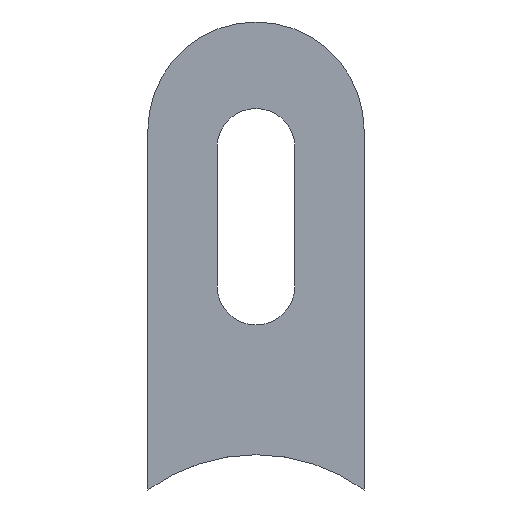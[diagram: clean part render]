
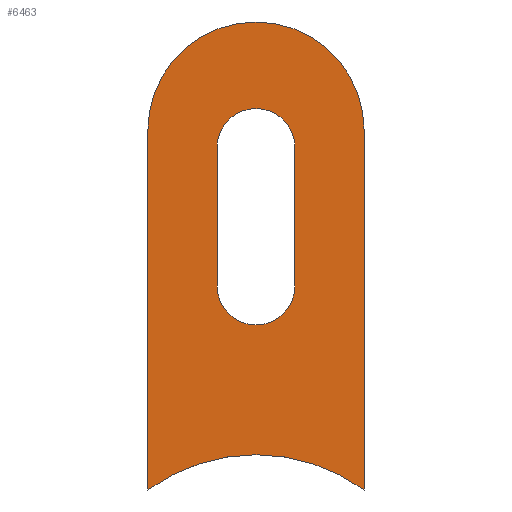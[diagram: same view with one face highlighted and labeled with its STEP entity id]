
A CAD part, left-side view. The second image highlights one B-rep face of the part: STEP entity #6463.
In plain terms, the highlighted planar face has unit normal (-1, 0, 0).
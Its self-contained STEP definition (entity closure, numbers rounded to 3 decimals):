
#263 = EDGE_CURVE ( 'NONE', #8521, #333, #1275, .T. ) ;
#333 = VERTEX_POINT ( 'NONE', #1036 ) ;
#890 = AXIS2_PLACEMENT_3D ( 'NONE', #7044, #8983, #9745 ) ;
#1036 = CARTESIAN_POINT ( 'NONE',  ( -3., -4.5, 35.5 ) ) ;
#1275 = CIRCLE ( 'NONE', #4135, 4.5 ) ;
#1310 = EDGE_CURVE ( 'NONE', #333, #4829, #11109, .T. ) ;
#1386 = CARTESIAN_POINT ( 'NONE',  ( -3., 12.5, 37.5 ) ) ;
#1490 = DIRECTION ( 'NONE',  ( 0., 0., -1. ) ) ;
#1678 = VERTEX_POINT ( 'NONE', #6026 ) ;
#1703 = VECTOR ( 'NONE', #3266, 1000. ) ;
#1844 = ORIENTED_EDGE ( 'NONE', *, *, #4798, .T. ) ;
#1864 = EDGE_CURVE ( 'NONE', #1678, #8521, #2256, .T. ) ;
#1870 = ORIENTED_EDGE ( 'NONE', *, *, #1954, .T. ) ;
#1904 = VERTEX_POINT ( 'NONE', #7735 ) ;
#1954 = EDGE_CURVE ( 'NONE', #9163, #7811, #11377, .T. ) ;
#1956 = DIRECTION ( 'NONE',  ( 0., 0., -1. ) ) ;
#2256 = LINE ( 'NONE', #7862, #1703 ) ;
#2424 = CARTESIAN_POINT ( 'NONE',  ( -3., -4.5, 35.5 ) ) ;
#2477 = ORIENTED_EDGE ( 'NONE', *, *, #3659, .T. ) ;
#2980 = DIRECTION ( 'NONE',  ( 1., 0., 0. ) ) ;
#3266 = DIRECTION ( 'NONE',  ( 0., 0., 1. ) ) ;
#3270 = ORIENTED_EDGE ( 'NONE', *, *, #7732, .T. ) ;
#3353 = ORIENTED_EDGE ( 'NONE', *, *, #1310, .T. ) ;
#3496 = DIRECTION ( 'NONE',  ( 1., 0., 0. ) ) ;
#3659 = EDGE_CURVE ( 'NONE', #4829, #1678, #8688, .T. ) ;
#3698 = DIRECTION ( 'NONE',  ( 1., 0., 0. ) ) ;
#3725 = VECTOR ( 'NONE', #1490, 1000. ) ;
#3754 = AXIS2_PLACEMENT_3D ( 'NONE', #5225, #3496, #8058 ) ;
#4095 = CARTESIAN_POINT ( 'NONE',  ( -3., 4.5, 35.5 ) ) ;
#4114 = DIRECTION ( 'NONE',  ( -1., 0., 0. ) ) ;
#4135 = AXIS2_PLACEMENT_3D ( 'NONE', #7505, #2980, #1956 ) ;
#4294 = CARTESIAN_POINT ( 'NONE',  ( -3., -12.5, 37.5 ) ) ;
#4332 = AXIS2_PLACEMENT_3D ( 'NONE', #11060, #3698, #8277 ) ;
#4663 = EDGE_CURVE ( 'NONE', #7811, #11280, #8974, .T. ) ;
#4666 = AXIS2_PLACEMENT_3D ( 'NONE', #6745, #4114, #7826 ) ;
#4748 = ORIENTED_EDGE ( 'NONE', *, *, #4663, .T. ) ;
#4753 = CIRCLE ( 'NONE', #3754, 21.2 ) ;
#4767 = FACE_BOUND ( 'NONE', #8811, .T. ) ;
#4798 = EDGE_CURVE ( 'NONE', #11280, #1904, #4927, .T. ) ;
#4829 = VERTEX_POINT ( 'NONE', #10953 ) ;
#4927 = LINE ( 'NONE', #11677, #11432 ) ;
#5225 = CARTESIAN_POINT ( 'NONE',  ( -3., 0., -21.2 ) ) ;
#6026 = CARTESIAN_POINT ( 'NONE',  ( -3., 4.5, 19.5 ) ) ;
#6027 = DIRECTION ( 'NONE',  ( 0., 0., -1. ) ) ;
#6113 = CARTESIAN_POINT ( 'NONE',  ( -3., -12.5, 0. ) ) ;
#6463 = ADVANCED_FACE ( 'NONE', ( #8945, #4767 ), #11796, .T. ) ;
#6745 = CARTESIAN_POINT ( 'NONE',  ( -3., 0., 37.5 ) ) ;
#7044 = CARTESIAN_POINT ( 'NONE',  ( -3., 0., 37.5 ) ) ;
#7119 = ORIENTED_EDGE ( 'NONE', *, *, #263, .T. ) ;
#7505 = CARTESIAN_POINT ( 'NONE',  ( -3., 0., 35.5 ) ) ;
#7732 = EDGE_CURVE ( 'NONE', #1904, #9163, #4753, .T. ) ;
#7735 = CARTESIAN_POINT ( 'NONE',  ( -3., 12.5, -4.077 ) ) ;
#7811 = VERTEX_POINT ( 'NONE', #4294 ) ;
#7826 = DIRECTION ( 'NONE',  ( 0., 0., 1. ) ) ;
#7862 = CARTESIAN_POINT ( 'NONE',  ( -3., 4.5, 35.5 ) ) ;
#8058 = DIRECTION ( 'NONE',  ( 0., 0., -1. ) ) ;
#8277 = DIRECTION ( 'NONE',  ( 0., 0., -1. ) ) ;
#8434 = ORIENTED_EDGE ( 'NONE', *, *, #1864, .T. ) ;
#8521 = VERTEX_POINT ( 'NONE', #4095 ) ;
#8688 = CIRCLE ( 'NONE', #4332, 4.5 ) ;
#8811 = EDGE_LOOP ( 'NONE', ( #7119, #3353, #2477, #8434 ) ) ;
#8945 = FACE_OUTER_BOUND ( 'NONE', #10920, .T. ) ;
#8974 = CIRCLE ( 'NONE', #4666, 12.5 ) ;
#8983 = DIRECTION ( 'NONE',  ( -1., 0., 0. ) ) ;
#9163 = VERTEX_POINT ( 'NONE', #10836 ) ;
#9202 = VECTOR ( 'NONE', #9803, 1000. ) ;
#9745 = DIRECTION ( 'NONE',  ( 0., 0., 1. ) ) ;
#9803 = DIRECTION ( 'NONE',  ( 0., 0., 1. ) ) ;
#10836 = CARTESIAN_POINT ( 'NONE',  ( -3., -12.5, -4.077 ) ) ;
#10920 = EDGE_LOOP ( 'NONE', ( #3270, #1870, #4748, #1844 ) ) ;
#10953 = CARTESIAN_POINT ( 'NONE',  ( -3., -4.5, 19.5 ) ) ;
#11060 = CARTESIAN_POINT ( 'NONE',  ( -3., 0., 19.5 ) ) ;
#11109 = LINE ( 'NONE', #2424, #3725 ) ;
#11280 = VERTEX_POINT ( 'NONE', #1386 ) ;
#11377 = LINE ( 'NONE', #6113, #9202 ) ;
#11432 = VECTOR ( 'NONE', #6027, 1000. ) ;
#11677 = CARTESIAN_POINT ( 'NONE',  ( -3., 12.5, 37.5 ) ) ;
#11796 = PLANE ( 'NONE',  #890 ) ;
